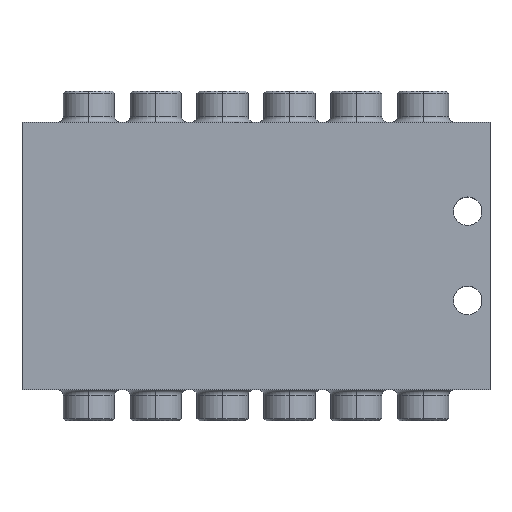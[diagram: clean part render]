
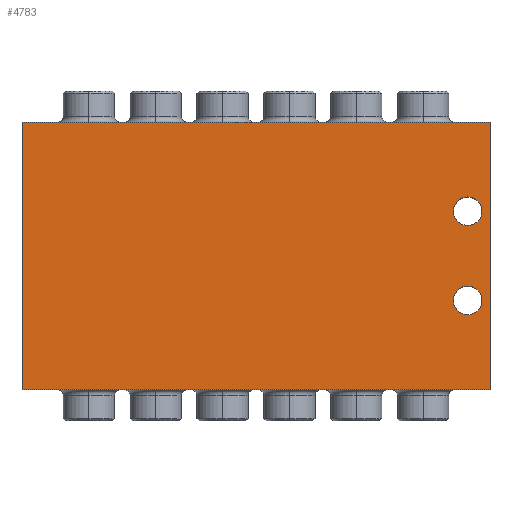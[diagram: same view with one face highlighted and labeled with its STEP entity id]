
A CAD part, top view. The second image highlights one B-rep face of the part: STEP entity #4783.
In plain terms, the highlighted planar face has unit normal (0, 0, 1).
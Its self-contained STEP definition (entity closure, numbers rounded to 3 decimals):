
#248 = CARTESIAN_POINT ( 'NONE',  ( 47.5, 10., 30. ) ) ;
#301 = CARTESIAN_POINT ( 'NONE',  ( -52.5, 30., 30. ) ) ;
#488 = ORIENTED_EDGE ( 'NONE', *, *, #5788, .T. ) ;
#555 = EDGE_LOOP ( 'NONE', ( #488, #6918, #3949, #857 ) ) ;
#680 = DIRECTION ( 'NONE',  ( 0., 0., 1. ) ) ;
#857 = ORIENTED_EDGE ( 'NONE', *, *, #2623, .T. ) ;
#892 = DIRECTION ( 'NONE',  ( 0., 0., 1. ) ) ;
#915 = DIRECTION ( 'NONE',  ( 0., -1., 0. ) ) ;
#933 = LINE ( 'NONE', #301, #4619 ) ;
#1052 = VERTEX_POINT ( 'NONE', #1706 ) ;
#1221 = DIRECTION ( 'NONE',  ( 1., 0., 0. ) ) ;
#1371 = CARTESIAN_POINT ( 'NONE',  ( 52.5, 30., 30. ) ) ;
#1427 = DIRECTION ( 'NONE',  ( 1., 0., 0. ) ) ;
#1486 = VERTEX_POINT ( 'NONE', #3133 ) ;
#1493 = CARTESIAN_POINT ( 'NONE',  ( 44.3, -10., 30. ) ) ;
#1574 = ORIENTED_EDGE ( 'NONE', *, *, #6093, .F. ) ;
#1666 = VECTOR ( 'NONE', #4071, 1000. ) ;
#1706 = CARTESIAN_POINT ( 'NONE',  ( 52.5, -30., 30. ) ) ;
#1764 = CIRCLE ( 'NONE', #3141, 3.2 ) ;
#1990 = EDGE_CURVE ( 'NONE', #1052, #4621, #7468, .T. ) ;
#2020 = DIRECTION ( 'NONE',  ( 0., 0., 1. ) ) ;
#2108 = CIRCLE ( 'NONE', #4744, 3.2 ) ;
#2261 = CARTESIAN_POINT ( 'NONE',  ( -52.5, -30., 30. ) ) ;
#2467 = DIRECTION ( 'NONE',  ( -1., 0., 0. ) ) ;
#2608 = AXIS2_PLACEMENT_3D ( 'NONE', #6261, #2020, #3842 ) ;
#2609 = VECTOR ( 'NONE', #2467, 1000. ) ;
#2623 = EDGE_CURVE ( 'NONE', #4621, #7645, #4219, .T. ) ;
#2834 = EDGE_CURVE ( 'NONE', #4178, #1486, #1764, .T. ) ;
#2853 = FACE_BOUND ( 'NONE', #3801, .T. ) ;
#2918 = EDGE_CURVE ( 'NONE', #4265, #1052, #6027, .T. ) ;
#3133 = CARTESIAN_POINT ( 'NONE',  ( 50.7, 10., 30. ) ) ;
#3141 = AXIS2_PLACEMENT_3D ( 'NONE', #248, #892, #1427 ) ;
#3360 = DIRECTION ( 'NONE',  ( 0., 0., 1. ) ) ;
#3374 = CARTESIAN_POINT ( 'NONE',  ( -52.5, -30., 30. ) ) ;
#3492 = ORIENTED_EDGE ( 'NONE', *, *, #6237, .F. ) ;
#3510 = FACE_BOUND ( 'NONE', #5374, .T. ) ;
#3590 = CARTESIAN_POINT ( 'NONE',  ( 47.5, -10., 30. ) ) ;
#3597 = CARTESIAN_POINT ( 'NONE',  ( 50.7, -10., 30. ) ) ;
#3663 = AXIS2_PLACEMENT_3D ( 'NONE', #2261, #3360, #7638 ) ;
#3801 = EDGE_LOOP ( 'NONE', ( #3492, #5717 ) ) ;
#3842 = DIRECTION ( 'NONE',  ( 1., 0., 0. ) ) ;
#3949 = ORIENTED_EDGE ( 'NONE', *, *, #1990, .T. ) ;
#4026 = VECTOR ( 'NONE', #5746, 1000. ) ;
#4071 = DIRECTION ( 'NONE',  ( 1., 0., 0. ) ) ;
#4173 = AXIS2_PLACEMENT_3D ( 'NONE', #4378, #680, #7429 ) ;
#4178 = VERTEX_POINT ( 'NONE', #7677 ) ;
#4219 = LINE ( 'NONE', #4266, #2609 ) ;
#4265 = VERTEX_POINT ( 'NONE', #5813 ) ;
#4266 = CARTESIAN_POINT ( 'NONE',  ( -52.5, 30., 30. ) ) ;
#4378 = CARTESIAN_POINT ( 'NONE',  ( 47.5, -10., 30. ) ) ;
#4525 = CARTESIAN_POINT ( 'NONE',  ( 52.5, 30., 30. ) ) ;
#4619 = VECTOR ( 'NONE', #915, 1000. ) ;
#4621 = VERTEX_POINT ( 'NONE', #4525 ) ;
#4744 = AXIS2_PLACEMENT_3D ( 'NONE', #3590, #4832, #1221 ) ;
#4783 = ADVANCED_FACE ( 'NONE', ( #3510, #2853, #6086 ), #7007, .T. ) ;
#4832 = DIRECTION ( 'NONE',  ( 0., 0., 1. ) ) ;
#5172 = VERTEX_POINT ( 'NONE', #1493 ) ;
#5350 = CIRCLE ( 'NONE', #4173, 3.2 ) ;
#5374 = EDGE_LOOP ( 'NONE', ( #1574, #5455 ) ) ;
#5393 = VERTEX_POINT ( 'NONE', #3597 ) ;
#5455 = ORIENTED_EDGE ( 'NONE', *, *, #7481, .F. ) ;
#5717 = ORIENTED_EDGE ( 'NONE', *, *, #2834, .F. ) ;
#5736 = CIRCLE ( 'NONE', #2608, 3.2 ) ;
#5746 = DIRECTION ( 'NONE',  ( 0., 1., 0. ) ) ;
#5788 = EDGE_CURVE ( 'NONE', #7645, #4265, #933, .T. ) ;
#5813 = CARTESIAN_POINT ( 'NONE',  ( -52.5, -30., 30. ) ) ;
#6027 = LINE ( 'NONE', #3374, #1666 ) ;
#6086 = FACE_OUTER_BOUND ( 'NONE', #555, .T. ) ;
#6093 = EDGE_CURVE ( 'NONE', #5393, #5172, #5350, .T. ) ;
#6237 = EDGE_CURVE ( 'NONE', #1486, #4178, #5736, .T. ) ;
#6261 = CARTESIAN_POINT ( 'NONE',  ( 47.5, 10., 30. ) ) ;
#6918 = ORIENTED_EDGE ( 'NONE', *, *, #2918, .T. ) ;
#7007 = PLANE ( 'NONE',  #3663 ) ;
#7429 = DIRECTION ( 'NONE',  ( 1., 0., 0. ) ) ;
#7468 = LINE ( 'NONE', #1371, #4026 ) ;
#7481 = EDGE_CURVE ( 'NONE', #5172, #5393, #2108, .T. ) ;
#7586 = CARTESIAN_POINT ( 'NONE',  ( -52.5, 30., 30. ) ) ;
#7638 = DIRECTION ( 'NONE',  ( 1., 0., 0. ) ) ;
#7645 = VERTEX_POINT ( 'NONE', #7586 ) ;
#7677 = CARTESIAN_POINT ( 'NONE',  ( 44.3, 10., 30. ) ) ;
